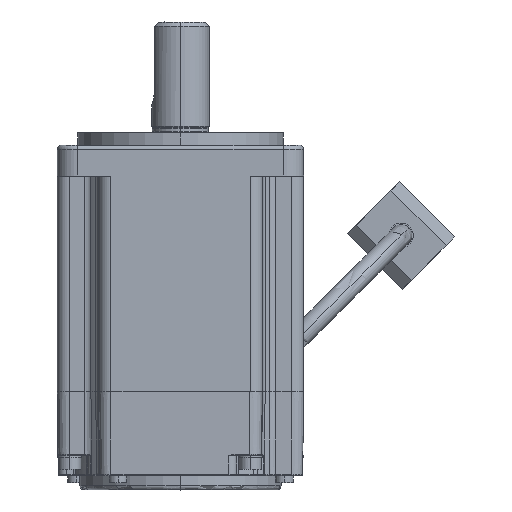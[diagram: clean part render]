
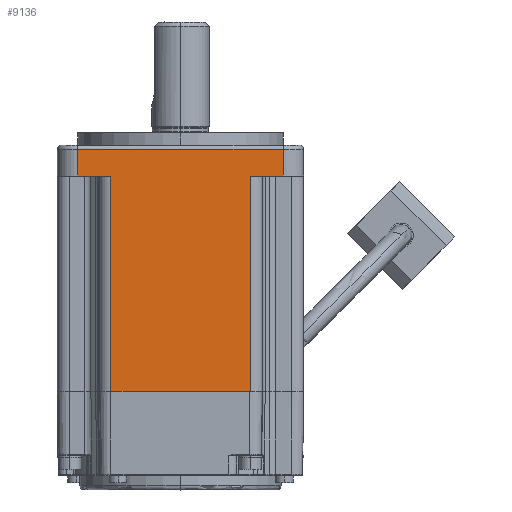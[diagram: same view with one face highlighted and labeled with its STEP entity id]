
A CAD part, front view. The second image highlights one B-rep face of the part: STEP entity #9136.
In plain terms, the highlighted planar face has unit normal (0, -1, 0).
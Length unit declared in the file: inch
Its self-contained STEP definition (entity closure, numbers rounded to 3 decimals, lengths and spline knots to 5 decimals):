
#35 = LINE ( 'NONE', #21297, #8700 ) ;
#207 = EDGE_CURVE ( 'NONE', #5342, #16478, #1850, .T. ) ;
#257 = VERTEX_POINT ( 'NONE', #12289 ) ;
#1567 = CARTESIAN_POINT ( 'NONE',  ( 0.66897, -1.1811, -0.29528 ) ) ;
#1850 = LINE ( 'NONE', #5535, #18424 ) ;
#2192 = ORIENTED_EDGE ( 'NONE', *, *, #8916, .F. ) ;
#2233 = DIRECTION ( 'NONE',  ( 0., 0., 1. ) ) ;
#2577 = EDGE_LOOP ( 'NONE', ( #11413, #7356, #12874, #19004, #12971, #12915, #13100, #2192, #21799 ) ) ;
#3161 = VECTOR ( 'NONE', #12759, 39.37008 ) ;
#3192 = CARTESIAN_POINT ( 'NONE',  ( 0.98425, -1.1811, -0.29528 ) ) ;
#3362 = VECTOR ( 'NONE', #21979, 39.37008 ) ;
#4236 = LINE ( 'NONE', #10937, #3161 ) ;
#4486 = LINE ( 'NONE', #19127, #10673 ) ;
#4602 = AXIS2_PLACEMENT_3D ( 'NONE', #18004, #16279, #2233 ) ;
#4955 = EDGE_CURVE ( 'NONE', #16478, #5960, #15852, .T. ) ;
#5121 = CARTESIAN_POINT ( 'NONE',  ( 0.66897, -1.18109, -2.36024 ) ) ;
#5342 = VERTEX_POINT ( 'NONE', #22247 ) ;
#5535 = CARTESIAN_POINT ( 'NONE',  ( -0.98425, -1.1811, -0.02924 ) ) ;
#5960 = VERTEX_POINT ( 'NONE', #11207 ) ;
#6202 = CARTESIAN_POINT ( 'NONE',  ( 0., -1.1811, -0.29528 ) ) ;
#6293 = VECTOR ( 'NONE', #13468, 39.37008 ) ;
#6978 = LINE ( 'NONE', #11296, #15445 ) ;
#7356 = ORIENTED_EDGE ( 'NONE', *, *, #17807, .F. ) ;
#7571 = VERTEX_POINT ( 'NONE', #5121 ) ;
#8700 = VECTOR ( 'NONE', #9251, 39.37008 ) ;
#8916 = EDGE_CURVE ( 'NONE', #7571, #17271, #14265, .T. ) ;
#9136 = ADVANCED_FACE ( 'NONE', ( #9931 ), #15754, .F. ) ;
#9233 = EDGE_CURVE ( 'NONE', #21401, #257, #35, .T. ) ;
#9251 = DIRECTION ( 'NONE',  ( 0., 0., 1. ) ) ;
#9879 = CARTESIAN_POINT ( 'NONE',  ( -0.98425, -1.1811, -0.03937 ) ) ;
#9931 = FACE_OUTER_BOUND ( 'NONE', #2577, .T. ) ;
#10118 = EDGE_CURVE ( 'NONE', #17271, #21401, #6978, .T. ) ;
#10673 = VECTOR ( 'NONE', #15719, 39.37008 ) ;
#10937 = CARTESIAN_POINT ( 'NONE',  ( 0.98425, -1.1811, -1.1998 ) ) ;
#11207 = CARTESIAN_POINT ( 'NONE',  ( 0.98425, -1.1811, -0.03937 ) ) ;
#11296 = CARTESIAN_POINT ( 'NONE',  ( 0., -1.1811, -2.36024 ) ) ;
#11413 = ORIENTED_EDGE ( 'NONE', *, *, #21356, .F. ) ;
#11439 = VERTEX_POINT ( 'NONE', #1567 ) ;
#11625 = CARTESIAN_POINT ( 'NONE',  ( 0.66897, -1.18109, -2.36024 ) ) ;
#11848 = DIRECTION ( 'NONE',  ( 1., 0., 0. ) ) ;
#12289 = CARTESIAN_POINT ( 'NONE',  ( -0.66609, -1.1811, -0.29528 ) ) ;
#12759 = DIRECTION ( 'NONE',  ( 0., 0., -1. ) ) ;
#12874 = ORIENTED_EDGE ( 'NONE', *, *, #4955, .F. ) ;
#12915 = ORIENTED_EDGE ( 'NONE', *, *, #9233, .F. ) ;
#12971 = ORIENTED_EDGE ( 'NONE', *, *, #13614, .F. ) ;
#13039 = CARTESIAN_POINT ( 'NONE',  ( 0.66609, -1.1811, -2.36024 ) ) ;
#13100 = ORIENTED_EDGE ( 'NONE', *, *, #10118, .F. ) ;
#13468 = DIRECTION ( 'NONE',  ( 0., 0., -1. ) ) ;
#13614 = EDGE_CURVE ( 'NONE', #257, #5342, #4486, .T. ) ;
#13654 = VECTOR ( 'NONE', #11848, 39.37008 ) ;
#14265 = B_SPLINE_CURVE_WITH_KNOTS ( 'NONE', 3,
 ( #11625, #17052, #18701, #16821 ),
 .UNSPECIFIED., .F., .F.,
 ( 4, 4 ),
 ( 0., 1. ),
 .UNSPECIFIED. ) ;
#14760 = LINE ( 'NONE', #6202, #3362 ) ;
#14876 = EDGE_CURVE ( 'NONE', #11439, #7571, #17214, .T. ) ;
#15445 = VECTOR ( 'NONE', #16427, 39.37008 ) ;
#15719 = DIRECTION ( 'NONE',  ( -1., 0., 0. ) ) ;
#15754 = PLANE ( 'NONE',  #4602 ) ;
#15852 = LINE ( 'NONE', #17266, #13654 ) ;
#16279 = DIRECTION ( 'NONE',  ( 0., 1., 0. ) ) ;
#16427 = DIRECTION ( 'NONE',  ( -1., 0., 0. ) ) ;
#16478 = VERTEX_POINT ( 'NONE', #9879 ) ;
#16821 = CARTESIAN_POINT ( 'NONE',  ( 0.66609, -1.1811, -2.36024 ) ) ;
#17052 = CARTESIAN_POINT ( 'NONE',  ( 0.66801, -1.18109, -2.36024 ) ) ;
#17214 = LINE ( 'NONE', #20636, #6293 ) ;
#17266 = CARTESIAN_POINT ( 'NONE',  ( 0., -1.1811, -0.03937 ) ) ;
#17271 = VERTEX_POINT ( 'NONE', #13039 ) ;
#17807 = EDGE_CURVE ( 'NONE', #5960, #21864, #4236, .T. ) ;
#18004 = CARTESIAN_POINT ( 'NONE',  ( 0., -1.1811, -1.1998 ) ) ;
#18388 = CARTESIAN_POINT ( 'NONE',  ( -0.66609, -1.1811, -2.36024 ) ) ;
#18424 = VECTOR ( 'NONE', #21134, 39.37008 ) ;
#18701 = CARTESIAN_POINT ( 'NONE',  ( 0.66705, -1.1811, -2.36024 ) ) ;
#19004 = ORIENTED_EDGE ( 'NONE', *, *, #207, .F. ) ;
#19127 = CARTESIAN_POINT ( 'NONE',  ( -0.92359, -1.1811, -0.29528 ) ) ;
#20636 = CARTESIAN_POINT ( 'NONE',  ( 0.66897, -1.1811, -0.29528 ) ) ;
#21134 = DIRECTION ( 'NONE',  ( 0., 0., 1. ) ) ;
#21297 = CARTESIAN_POINT ( 'NONE',  ( -0.66609, -1.1811, -1.1998 ) ) ;
#21356 = EDGE_CURVE ( 'NONE', #21864, #11439, #14760, .T. ) ;
#21401 = VERTEX_POINT ( 'NONE', #18388 ) ;
#21799 = ORIENTED_EDGE ( 'NONE', *, *, #14876, .F. ) ;
#21864 = VERTEX_POINT ( 'NONE', #3192 ) ;
#21979 = DIRECTION ( 'NONE',  ( -1., 0., 0. ) ) ;
#22247 = CARTESIAN_POINT ( 'NONE',  ( -0.98425, -1.1811, -0.29528 ) ) ;
